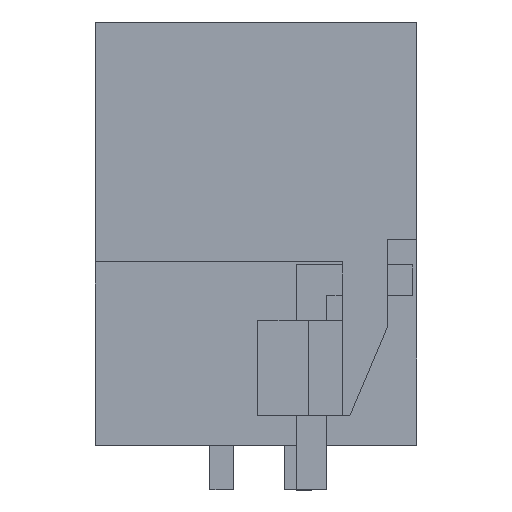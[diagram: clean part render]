
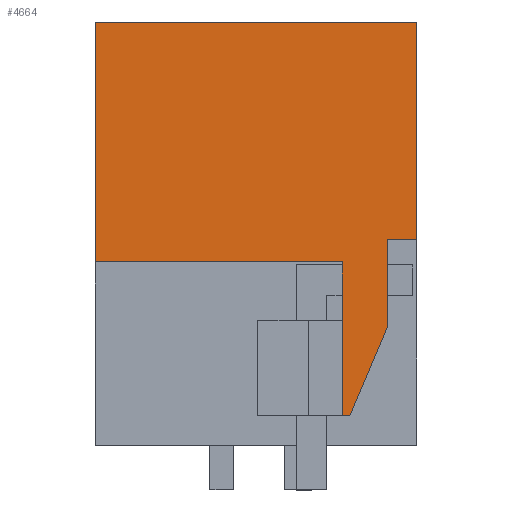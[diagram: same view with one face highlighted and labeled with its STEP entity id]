
A CAD part, left-side view. The second image highlights one B-rep face of the part: STEP entity #4664.
In plain terms, the highlighted planar face has unit normal (-1, 0, 0).
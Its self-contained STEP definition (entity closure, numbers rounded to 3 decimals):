
#4611=AXIS2_PLACEMENT_3D('Plane Axis2P3D',#4608,#4609,#4610) ;
#183=CARTESIAN_POINT('Vertex',(0.,10.8,15.7)) ;
#186=CARTESIAN_POINT('Line Origine',(0.,5.4,15.7)) ;
#190=CARTESIAN_POINT('Vertex',(0.,0.,15.7)) ;
#2237=CARTESIAN_POINT('Line Origine',(0.,0.,12.05)) ;
#2241=CARTESIAN_POINT('Vertex',(0.,0.,8.4)) ;
#3027=CARTESIAN_POINT('Vertex',(0.,10.8,7.65)) ;
#3030=CARTESIAN_POINT('Line Origine',(0.,10.8,11.675)) ;
#4608=CARTESIAN_POINT('Axis2P3D Location',(0.,10.8,-2.)) ;
#4613=CARTESIAN_POINT('Line Origine',(0.,6.65,7.65)) ;
#4617=CARTESIAN_POINT('Vertex',(0.,2.5,7.65)) ;
#4620=CARTESIAN_POINT('Line Origine',(0.,2.5,5.075)) ;
#4624=CARTESIAN_POINT('Vertex',(0.,2.5,2.5)) ;
#4627=CARTESIAN_POINT('Line Origine',(0.,2.375,2.5)) ;
#4631=CARTESIAN_POINT('Vertex',(0.,2.25,2.5)) ;
#4634=CARTESIAN_POINT('Line Origine',(0.,1.623,3.979)) ;
#4638=CARTESIAN_POINT('Vertex',(0.,0.997,5.458)) ;
#4641=CARTESIAN_POINT('Line Origine',(0.,0.997,6.929)) ;
#4645=CARTESIAN_POINT('Vertex',(0.,0.997,8.4)) ;
#4648=CARTESIAN_POINT('Line Origine',(0.,0.498,8.4)) ;
#187=DIRECTION('Vector Direction',(0.,-1.,0.)) ;
#2238=DIRECTION('Vector Direction',(0.,0.,1.)) ;
#3031=DIRECTION('Vector Direction',(0.,0.,1.)) ;
#4609=DIRECTION('Axis2P3D Direction',(-1.,0.,0.)) ;
#4610=DIRECTION('Axis2P3D XDirection',(0.,-1.,0.)) ;
#4614=DIRECTION('Vector Direction',(0.,1.,0.)) ;
#4621=DIRECTION('Vector Direction',(0.,0.,1.)) ;
#4628=DIRECTION('Vector Direction',(0.,-1.,0.)) ;
#4635=DIRECTION('Vector Direction',(0.,0.39,-0.921)) ;
#4642=DIRECTION('Vector Direction',(0.,0.,1.)) ;
#4649=DIRECTION('Vector Direction',(0.,-1.,0.)) ;
#188=VECTOR('Line Direction',#187,1.) ;
#2239=VECTOR('Line Direction',#2238,1.) ;
#3032=VECTOR('Line Direction',#3031,1.) ;
#4615=VECTOR('Line Direction',#4614,1.) ;
#4622=VECTOR('Line Direction',#4621,1.) ;
#4629=VECTOR('Line Direction',#4628,1.) ;
#4636=VECTOR('Line Direction',#4635,1.) ;
#4643=VECTOR('Line Direction',#4642,1.) ;
#4650=VECTOR('Line Direction',#4649,1.) ;
#4654=ORIENTED_EDGE('',*,*,#2243,.T.) ;
#4655=ORIENTED_EDGE('',*,*,#192,.T.) ;
#4656=ORIENTED_EDGE('',*,*,#3034,.T.) ;
#4657=ORIENTED_EDGE('',*,*,#4619,.F.) ;
#4658=ORIENTED_EDGE('',*,*,#4626,.F.) ;
#4659=ORIENTED_EDGE('',*,*,#4633,.F.) ;
#4660=ORIENTED_EDGE('',*,*,#4640,.F.) ;
#4661=ORIENTED_EDGE('',*,*,#4647,.F.) ;
#4662=ORIENTED_EDGE('',*,*,#4652,.F.) ;
#4664=ADVANCED_FACE('HOUSING',(#4663),#4612,.T.) ;
#192=EDGE_CURVE('',#191,#184,#189,.F.) ;
#2243=EDGE_CURVE('',#2242,#191,#2240,.T.) ;
#3034=EDGE_CURVE('',#184,#3028,#3033,.F.) ;
#4619=EDGE_CURVE('',#4618,#3028,#4616,.T.) ;
#4626=EDGE_CURVE('',#4625,#4618,#4623,.T.) ;
#4633=EDGE_CURVE('',#4632,#4625,#4630,.F.) ;
#4640=EDGE_CURVE('',#4639,#4632,#4637,.T.) ;
#4647=EDGE_CURVE('',#4646,#4639,#4644,.F.) ;
#4652=EDGE_CURVE('',#2242,#4646,#4651,.F.) ;
#4653=EDGE_LOOP('',(#4654,#4655,#4656,#4657,#4658,#4659,#4660,#4661,#4662)) ;
#4663=FACE_OUTER_BOUND('',#4653,.T.) ;
#189=LINE('Line',#186,#188) ;
#2240=LINE('Line',#2237,#2239) ;
#3033=LINE('Line',#3030,#3032) ;
#4616=LINE('Line',#4613,#4615) ;
#4623=LINE('Line',#4620,#4622) ;
#4630=LINE('Line',#4627,#4629) ;
#4637=LINE('Line',#4634,#4636) ;
#4644=LINE('Line',#4641,#4643) ;
#4651=LINE('Line',#4648,#4650) ;
#4612=PLANE('',#4611) ;
#184=VERTEX_POINT('',#183) ;
#191=VERTEX_POINT('',#190) ;
#2242=VERTEX_POINT('',#2241) ;
#3028=VERTEX_POINT('',#3027) ;
#4618=VERTEX_POINT('',#4617) ;
#4625=VERTEX_POINT('',#4624) ;
#4632=VERTEX_POINT('',#4631) ;
#4639=VERTEX_POINT('',#4638) ;
#4646=VERTEX_POINT('',#4645) ;
